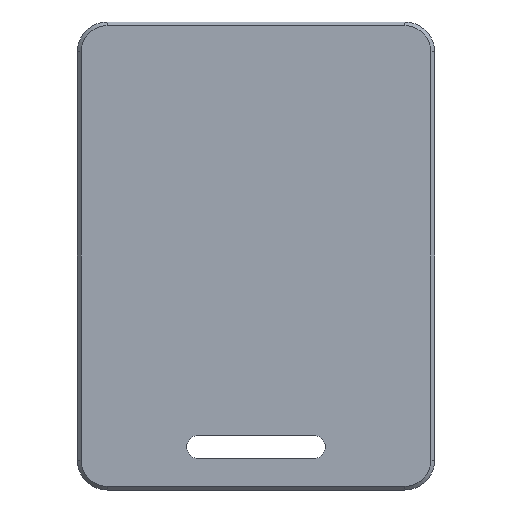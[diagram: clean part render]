
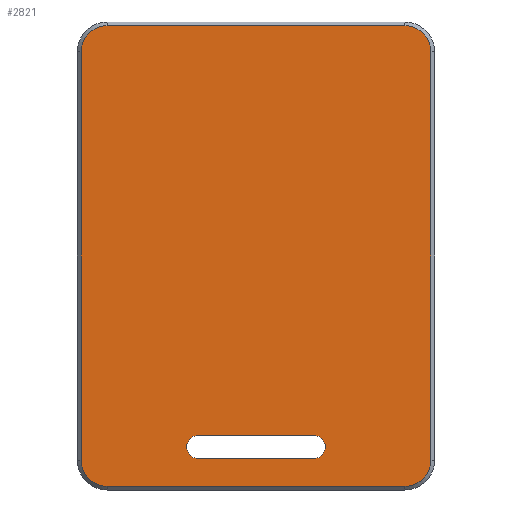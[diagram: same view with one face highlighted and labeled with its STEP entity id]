
A CAD part, front view. The second image highlights one B-rep face of the part: STEP entity #2821.
In plain terms, the highlighted planar face has unit normal (0, -1, 0).
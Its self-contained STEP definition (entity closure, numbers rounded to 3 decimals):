
#100=FACE_BOUND('',#388,.T.);
#203=FACE_OUTER_BOUND('',#387,.T.);
#387=EDGE_LOOP('',(#2279,#2280,#2281,#2282,#2283,#2284,#2285,#2286));
#388=EDGE_LOOP('',(#2287,#2288,#2289,#2290));
#501=CIRCLE('',#3048,2.8);
#503=CIRCLE('',#3052,2.8);
#505=CIRCLE('',#3056,2.8);
#507=CIRCLE('',#3060,2.8);
#511=CIRCLE('',#3069,1.25);
#512=CIRCLE('',#3070,1.25);
#690=LINE('',#4391,#1004);
#695=LINE('',#4405,#1009);
#699=LINE('',#4417,#1013);
#703=LINE('',#4429,#1017);
#712=LINE('',#4457,#1026);
#713=LINE('',#4460,#1027);
#1004=VECTOR('',#3593,10.);
#1009=VECTOR('',#3606,10.);
#1013=VECTOR('',#3618,10.);
#1017=VECTOR('',#3630,10.);
#1026=VECTOR('',#3661,10.);
#1027=VECTOR('',#3664,10.);
#1294=VERTEX_POINT('',#4388);
#1295=VERTEX_POINT('',#4390);
#1298=VERTEX_POINT('',#4397);
#1300=VERTEX_POINT('',#4403);
#1302=VERTEX_POINT('',#4409);
#1304=VERTEX_POINT('',#4415);
#1306=VERTEX_POINT('',#4421);
#1308=VERTEX_POINT('',#4427);
#1314=VERTEX_POINT('',#4453);
#1315=VERTEX_POINT('',#4454);
#1316=VERTEX_POINT('',#4456);
#1317=VERTEX_POINT('',#4458);
#1626=EDGE_CURVE('',#1294,#1295,#690,.T.);
#1630=EDGE_CURVE('',#1298,#1294,#501,.T.);
#1633=EDGE_CURVE('',#1300,#1298,#695,.T.);
#1636=EDGE_CURVE('',#1302,#1300,#503,.T.);
#1639=EDGE_CURVE('',#1304,#1302,#699,.T.);
#1642=EDGE_CURVE('',#1306,#1304,#505,.T.);
#1645=EDGE_CURVE('',#1308,#1306,#703,.T.);
#1647=EDGE_CURVE('',#1295,#1308,#507,.T.);
#1658=EDGE_CURVE('',#1314,#1315,#511,.T.);
#1659=EDGE_CURVE('',#1315,#1316,#712,.T.);
#1660=EDGE_CURVE('',#1316,#1317,#512,.T.);
#1661=EDGE_CURVE('',#1317,#1314,#713,.T.);
#2279=ORIENTED_EDGE('',*,*,#1626,.F.);
#2280=ORIENTED_EDGE('',*,*,#1630,.F.);
#2281=ORIENTED_EDGE('',*,*,#1633,.F.);
#2282=ORIENTED_EDGE('',*,*,#1636,.F.);
#2283=ORIENTED_EDGE('',*,*,#1639,.F.);
#2284=ORIENTED_EDGE('',*,*,#1642,.F.);
#2285=ORIENTED_EDGE('',*,*,#1645,.F.);
#2286=ORIENTED_EDGE('',*,*,#1647,.F.);
#2287=ORIENTED_EDGE('',*,*,#1658,.T.);
#2288=ORIENTED_EDGE('',*,*,#1659,.T.);
#2289=ORIENTED_EDGE('',*,*,#1660,.T.);
#2290=ORIENTED_EDGE('',*,*,#1661,.T.);
#2676=PLANE('',#3068);
#2821=ADVANCED_FACE('',(#203,#100),#2676,.T.);
#3048=AXIS2_PLACEMENT_3D('',#4399,#3599,#3600);
#3052=AXIS2_PLACEMENT_3D('',#4411,#3611,#3612);
#3056=AXIS2_PLACEMENT_3D('',#4423,#3623,#3624);
#3060=AXIS2_PLACEMENT_3D('',#4432,#3634,#3635);
#3068=AXIS2_PLACEMENT_3D('',#4452,#3657,#3658);
#3069=AXIS2_PLACEMENT_3D('',#4455,#3659,#3660);
#3070=AXIS2_PLACEMENT_3D('',#4459,#3662,#3663);
#3593=DIRECTION('',(-1.,0.,0.));
#3599=DIRECTION('center_axis',(0.,1.,0.));
#3600=DIRECTION('ref_axis',(0.,0.,-1.));
#3606=DIRECTION('',(0.,0.,-1.));
#3611=DIRECTION('center_axis',(0.,1.,0.));
#3612=DIRECTION('ref_axis',(1.,0.,0.));
#3618=DIRECTION('',(1.,0.,0.));
#3623=DIRECTION('center_axis',(0.,1.,0.));
#3624=DIRECTION('ref_axis',(0.,0.,1.));
#3630=DIRECTION('',(0.,0.,1.));
#3634=DIRECTION('center_axis',(0.,1.,0.));
#3635=DIRECTION('ref_axis',(-1.,0.,0.));
#3657=DIRECTION('center_axis',(0.,-1.,0.));
#3658=DIRECTION('ref_axis',(1.,0.,0.));
#3659=DIRECTION('center_axis',(0.,1.,0.));
#3660=DIRECTION('ref_axis',(0.,0.,-1.));
#3661=DIRECTION('',(-1.,0.,0.));
#3662=DIRECTION('center_axis',(0.,1.,0.));
#3663=DIRECTION('ref_axis',(0.,0.,1.));
#3664=DIRECTION('',(1.,0.,0.));
#4388=CARTESIAN_POINT('',(16.1,-6.8,-24.9));
#4390=CARTESIAN_POINT('',(-16.1,-6.8,-24.9));
#4391=CARTESIAN_POINT('',(-8.05,-6.8,-24.9));
#4397=CARTESIAN_POINT('',(18.9,-6.8,-22.1));
#4399=CARTESIAN_POINT('Origin',(16.1,-6.8,-22.1));
#4403=CARTESIAN_POINT('',(18.9,-6.8,22.1));
#4405=CARTESIAN_POINT('',(18.9,-6.8,-11.05));
#4409=CARTESIAN_POINT('',(16.1,-6.8,24.9));
#4411=CARTESIAN_POINT('Origin',(16.1,-6.8,22.1));
#4415=CARTESIAN_POINT('',(-16.1,-6.8,24.9));
#4417=CARTESIAN_POINT('',(8.05,-6.8,24.9));
#4421=CARTESIAN_POINT('',(-18.9,-6.8,22.1));
#4423=CARTESIAN_POINT('Origin',(-16.1,-6.8,22.1));
#4427=CARTESIAN_POINT('',(-18.9,-6.8,-22.1));
#4429=CARTESIAN_POINT('',(-18.9,-6.8,11.05));
#4432=CARTESIAN_POINT('Origin',(-16.1,-6.8,-22.1));
#4452=CARTESIAN_POINT('Origin',(0.,-6.8,0.));
#4453=CARTESIAN_POINT('',(6.25,-6.8,-19.4));
#4454=CARTESIAN_POINT('',(6.25,-6.8,-21.9));
#4455=CARTESIAN_POINT('Origin',(6.25,-6.8,-20.65));
#4456=CARTESIAN_POINT('',(-6.25,-6.8,-21.9));
#4457=CARTESIAN_POINT('',(3.125,-6.8,-21.9));
#4458=CARTESIAN_POINT('',(-6.25,-6.8,-19.4));
#4459=CARTESIAN_POINT('Origin',(-6.25,-6.8,-20.65));
#4460=CARTESIAN_POINT('',(-3.125,-6.8,-19.4));
